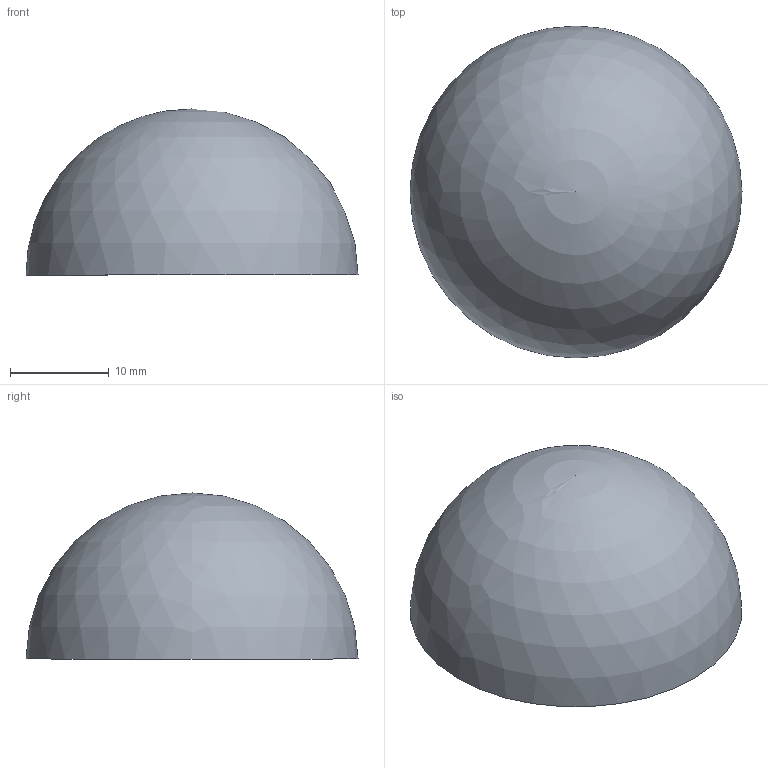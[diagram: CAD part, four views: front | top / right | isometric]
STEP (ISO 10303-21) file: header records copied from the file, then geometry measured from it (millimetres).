
FILE_DESCRIPTION (( 'STEP AP203' ), '1' );
FILE_NAME ('620033-VA.step', '2020-07-15T11:51:23', ( '' ), ( '' ), 'SwSTEP 2.0', 'SolidWorks 2018', '' );
FILE_SCHEMA (( 'CONFIG_CONTROL_DESIGN' ));
Length unit declared in the file: millimetre
Products named in the file (1): 620033-VA
Bounding box: 33.7 x 33.7 x 16.85 mm (x, y, z)
Volume: 3161 mm3; surface area: 3373.3 mm2
Topology: 1 solids, 1 shells, 227 faces, 608 edges, 406 vertices
Faces by surface type: bspline 109, plane 92, sphere 26
Entity records: 11638 total; most frequent: CARTESIAN_POINT 6464, ORIENTED_EDGE 1208, DIRECTION 810, EDGE_CURVE 604, VERTEX_POINT 404, AXIS2_PLACEMENT_3D 305, EDGE_LOOP 252, ADVANCED_FACE 227
